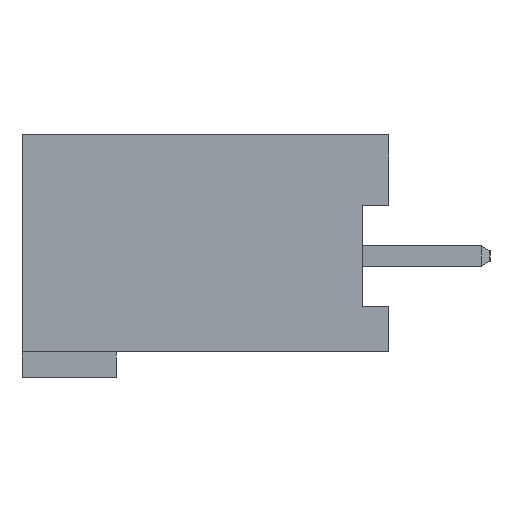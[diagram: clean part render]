
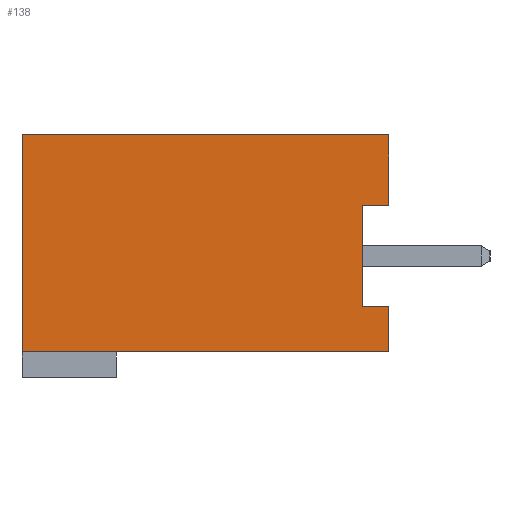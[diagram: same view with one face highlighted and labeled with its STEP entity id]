
A CAD part, left-side view. The second image highlights one B-rep face of the part: STEP entity #138.
In plain terms, the highlighted planar face has unit normal (-1, 0, 0).
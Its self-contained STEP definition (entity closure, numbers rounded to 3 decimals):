
#138 = ADVANCED_FACE ( 'NONE', ( #219 ), #4325, .F. ) ;
#182 = DIRECTION ( 'NONE',  ( 0., 0., 1. ) ) ;
#219 = FACE_OUTER_BOUND ( 'NONE', #3078, .T. ) ;
#303 = EDGE_CURVE ( 'NONE', #4687, #699, #4010, .T. ) ;
#515 = VECTOR ( 'NONE', #6301, 1000. ) ;
#526 = DIRECTION ( 'NONE',  ( 0., 0., -1. ) ) ;
#696 = VERTEX_POINT ( 'NONE', #5413 ) ;
#699 = VERTEX_POINT ( 'NONE', #4476 ) ;
#774 = LINE ( 'NONE', #2024, #2147 ) ;
#953 = VERTEX_POINT ( 'NONE', #1962 ) ;
#1014 = VECTOR ( 'NONE', #182, 1000. ) ;
#1155 = CARTESIAN_POINT ( 'NONE',  ( -3.747, -3.814, -10.239 ) ) ;
#1216 = ORIENTED_EDGE ( 'NONE', *, *, #5014, .F. ) ;
#1224 = ORIENTED_EDGE ( 'NONE', *, *, #1539, .F. ) ;
#1246 = CARTESIAN_POINT ( 'NONE',  ( -3.747, 7.086, -3.789 ) ) ;
#1266 = DIRECTION ( 'NONE',  ( 0., -1., 0. ) ) ;
#1356 = ORIENTED_EDGE ( 'NONE', *, *, #303, .F. ) ;
#1539 = EDGE_CURVE ( 'NONE', #4524, #2434, #7057, .T. ) ;
#1547 = ORIENTED_EDGE ( 'NONE', *, *, #2968, .T. ) ;
#1689 = CARTESIAN_POINT ( 'NONE',  ( -3.747, 7.086, -3.789 ) ) ;
#1962 = CARTESIAN_POINT ( 'NONE',  ( -3.747, -3.814, -5.889 ) ) ;
#2024 = CARTESIAN_POINT ( 'NONE',  ( -3.747, 7.086, -3.789 ) ) ;
#2072 = CARTESIAN_POINT ( 'NONE',  ( -3.747, 7.086, -10.239 ) ) ;
#2147 = VECTOR ( 'NONE', #7012, 1000. ) ;
#2179 = CARTESIAN_POINT ( 'NONE',  ( -3.747, -3.814, -8.889 ) ) ;
#2224 = LINE ( 'NONE', #2909, #1014 ) ;
#2244 = VERTEX_POINT ( 'NONE', #1155 ) ;
#2350 = VECTOR ( 'NONE', #4233, 1000. ) ;
#2364 = LINE ( 'NONE', #6490, #5140 ) ;
#2434 = VERTEX_POINT ( 'NONE', #2179 ) ;
#2545 = CARTESIAN_POINT ( 'NONE',  ( -3.747, -3.014, -8.889 ) ) ;
#2693 = VECTOR ( 'NONE', #2749, 1000. ) ;
#2749 = DIRECTION ( 'NONE',  ( 0., -1., 0. ) ) ;
#2824 = CARTESIAN_POINT ( 'NONE',  ( -3.747, -3.814, -8.889 ) ) ;
#2901 = VERTEX_POINT ( 'NONE', #3118 ) ;
#2909 = CARTESIAN_POINT ( 'NONE',  ( -3.747, -3.814, -3.789 ) ) ;
#2968 = EDGE_CURVE ( 'NONE', #953, #699, #2364, .T. ) ;
#2974 = DIRECTION ( 'NONE',  ( 0., 1., 0. ) ) ;
#3078 = EDGE_LOOP ( 'NONE', ( #6539, #1224, #6854, #1216, #1547, #1356, #3197, #6529 ) ) ;
#3118 = CARTESIAN_POINT ( 'NONE',  ( -3.747, -3.014, -5.889 ) ) ;
#3197 = ORIENTED_EDGE ( 'NONE', *, *, #5931, .F. ) ;
#3222 = VECTOR ( 'NONE', #2974, 1000. ) ;
#3290 = DIRECTION ( 'NONE',  ( 1., 0., 0. ) ) ;
#3403 = EDGE_CURVE ( 'NONE', #2244, #2434, #2224, .T. ) ;
#4010 = LINE ( 'NONE', #1246, #6137 ) ;
#4233 = DIRECTION ( 'NONE',  ( 0., -1., 0. ) ) ;
#4325 = PLANE ( 'NONE',  #4852 ) ;
#4476 = CARTESIAN_POINT ( 'NONE',  ( -3.747, -3.814, -3.789 ) ) ;
#4524 = VERTEX_POINT ( 'NONE', #2545 ) ;
#4687 = VERTEX_POINT ( 'NONE', #1689 ) ;
#4852 = AXIS2_PLACEMENT_3D ( 'NONE', #7040, #3290, #526 ) ;
#4923 = LINE ( 'NONE', #5749, #515 ) ;
#5014 = EDGE_CURVE ( 'NONE', #953, #2901, #5299, .T. ) ;
#5140 = VECTOR ( 'NONE', #5861, 1000. ) ;
#5208 = CARTESIAN_POINT ( 'NONE',  ( -3.747, -3.014, -5.889 ) ) ;
#5299 = LINE ( 'NONE', #5208, #3222 ) ;
#5382 = EDGE_CURVE ( 'NONE', #696, #2244, #6638, .T. ) ;
#5413 = CARTESIAN_POINT ( 'NONE',  ( -3.747, 7.086, -10.239 ) ) ;
#5749 = CARTESIAN_POINT ( 'NONE',  ( -3.747, -3.014, -8.889 ) ) ;
#5792 = EDGE_CURVE ( 'NONE', #2901, #4524, #4923, .T. ) ;
#5861 = DIRECTION ( 'NONE',  ( 0., 0., 1. ) ) ;
#5931 = EDGE_CURVE ( 'NONE', #696, #4687, #774, .T. ) ;
#6137 = VECTOR ( 'NONE', #1266, 1000. ) ;
#6301 = DIRECTION ( 'NONE',  ( 0., 0., -1. ) ) ;
#6490 = CARTESIAN_POINT ( 'NONE',  ( -3.747, -3.814, -3.789 ) ) ;
#6529 = ORIENTED_EDGE ( 'NONE', *, *, #5382, .T. ) ;
#6539 = ORIENTED_EDGE ( 'NONE', *, *, #3403, .T. ) ;
#6638 = LINE ( 'NONE', #2072, #2350 ) ;
#6854 = ORIENTED_EDGE ( 'NONE', *, *, #5792, .F. ) ;
#7012 = DIRECTION ( 'NONE',  ( 0., 0., 1. ) ) ;
#7040 = CARTESIAN_POINT ( 'NONE',  ( -3.747, 7.086, -3.789 ) ) ;
#7057 = LINE ( 'NONE', #2824, #2693 ) ;
